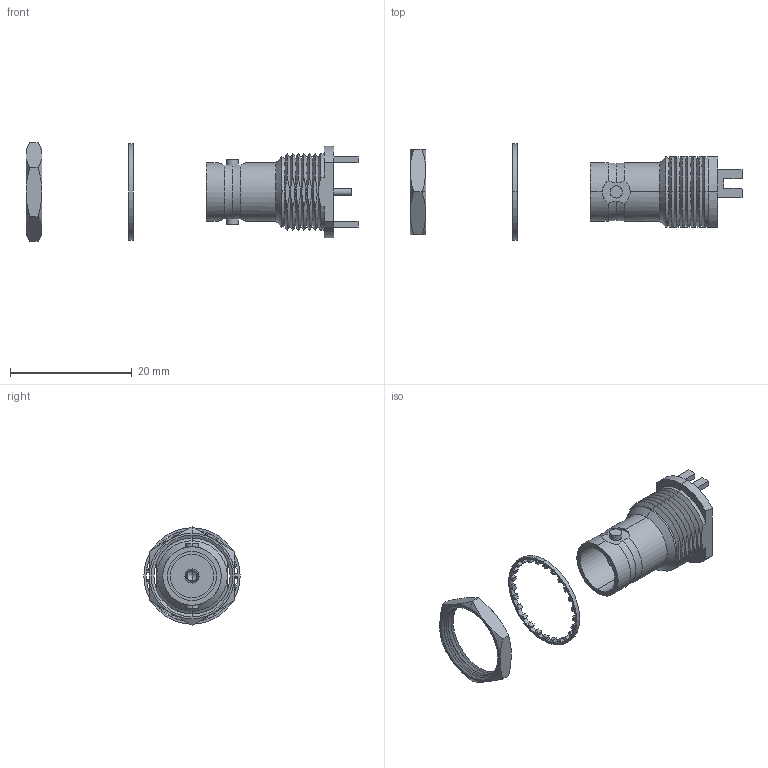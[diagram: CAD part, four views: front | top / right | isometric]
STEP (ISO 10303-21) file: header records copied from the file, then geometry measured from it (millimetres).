
FILE_DESCRIPTION (( 'STEP AP214' ), '1' );
FILE_NAME ('V7C00011.STEP', '2018-10-26T14:23:38', ( '' ), ( '' ), 'SwSTEP 2.0', 'SolidWorks 2017', '' );
FILE_SCHEMA (( 'AUTOMOTIVE_DESIGN' ));
Length unit declared in the file: inch
Products named in the file (4): V7C00011; V7C00011-MA1; V7C00011-MA2; V7C00011-MA3
Assembly tree (3 placements, depth 2):
  V7C00011
    V7C00011-MA1
    V7C00011-MA3
    V7C00011-MA2
Bounding box: 54.49 x 15.8 x 16.17 mm (x, y, z)
Volume: 1565.7 mm3; surface area: 2102.8 mm2
Topology: 3 solids, 3 shells, 436 faces, 1146 edges, 722 vertices
Faces by surface type: plane 302, cone 68, cylinder 62, torus 4
Entity records: 14922 total; most frequent: CARTESIAN_POINT 2867, ORIENTED_EDGE 2288, DIRECTION 2151, EDGE_CURVE 1144, VECTOR 833, LINE 833, VERTEX_POINT 722, AXIS2_PLACEMENT_3D 659
